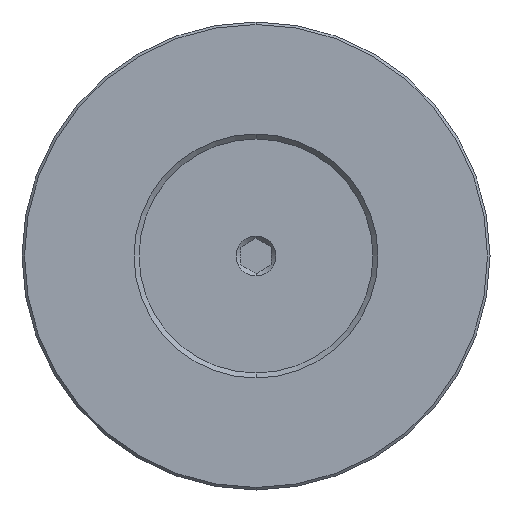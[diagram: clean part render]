
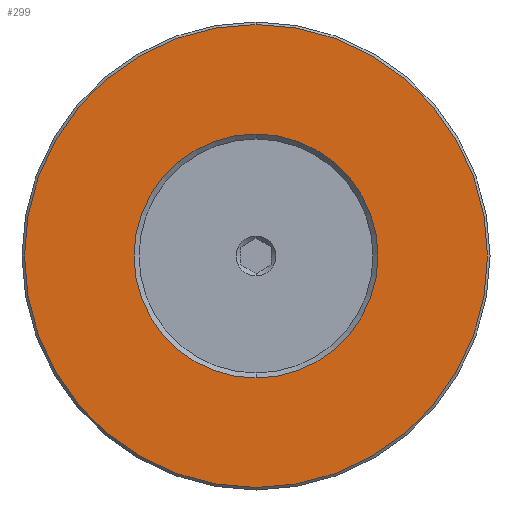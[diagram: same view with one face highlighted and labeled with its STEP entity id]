
A CAD part, front view. The second image highlights one B-rep face of the part: STEP entity #299.
In plain terms, the highlighted planar face has unit normal (0, -1, 0).
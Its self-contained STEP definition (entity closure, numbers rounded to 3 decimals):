
#6 = CARTESIAN_POINT ( 'NONE',  ( 0., 0., -12.25 ) ) ;
#32 = EDGE_CURVE ( 'NONE', #456, #246, #113, .T. ) ;
#93 = DIRECTION ( 'NONE',  ( 0., 0., 1. ) ) ;
#95 = AXIS2_PLACEMENT_3D ( 'NONE', #219, #101, #500 ) ;
#101 = DIRECTION ( 'NONE',  ( 0., 1., 0. ) ) ;
#113 = CIRCLE ( 'NONE', #507, 23.25 ) ;
#125 = VERTEX_POINT ( 'NONE', #413 ) ;
#132 = DIRECTION ( 'NONE',  ( 0., 1., 0. ) ) ;
#142 = CIRCLE ( 'NONE', #403, 12.25 ) ;
#147 = DIRECTION ( 'NONE',  ( 0., -1., 0. ) ) ;
#169 = CARTESIAN_POINT ( 'NONE',  ( 0., 0., -23.25 ) ) ;
#211 = CARTESIAN_POINT ( 'NONE',  ( 0., 0., 0. ) ) ;
#219 = CARTESIAN_POINT ( 'NONE',  ( 0., 0., 0. ) ) ;
#228 = EDGE_CURVE ( 'NONE', #125, #309, #142, .T. ) ;
#230 = EDGE_LOOP ( 'NONE', ( #720, #237 ) ) ;
#237 = ORIENTED_EDGE ( 'NONE', *, *, #228, .T. ) ;
#246 = VERTEX_POINT ( 'NONE', #169 ) ;
#251 = EDGE_LOOP ( 'NONE', ( #414, #833 ) ) ;
#262 = FACE_BOUND ( 'NONE', #230, .T. ) ;
#265 = DIRECTION ( 'NONE',  ( 0., 0., 1. ) ) ;
#271 = EDGE_CURVE ( 'NONE', #246, #456, #645, .T. ) ;
#276 = CIRCLE ( 'NONE', #95, 12.25 ) ;
#286 = AXIS2_PLACEMENT_3D ( 'NONE', #211, #460, #847 ) ;
#299 = ADVANCED_FACE ( 'NONE', ( #262, #657 ), #725, .F. ) ;
#309 = VERTEX_POINT ( 'NONE', #6 ) ;
#312 = CARTESIAN_POINT ( 'NONE',  ( 0., 0., 23.25 ) ) ;
#403 = AXIS2_PLACEMENT_3D ( 'NONE', #754, #701, #93 ) ;
#413 = CARTESIAN_POINT ( 'NONE',  ( 0., 0., 12.25 ) ) ;
#414 = ORIENTED_EDGE ( 'NONE', *, *, #32, .T. ) ;
#417 = AXIS2_PLACEMENT_3D ( 'NONE', #593, #132, #598 ) ;
#419 = EDGE_CURVE ( 'NONE', #309, #125, #276, .T. ) ;
#456 = VERTEX_POINT ( 'NONE', #312 ) ;
#460 = DIRECTION ( 'NONE',  ( 0., -1., 0. ) ) ;
#500 = DIRECTION ( 'NONE',  ( 0., 0., 1. ) ) ;
#507 = AXIS2_PLACEMENT_3D ( 'NONE', #651, #147, #265 ) ;
#593 = CARTESIAN_POINT ( 'NONE',  ( 0., 0., 0. ) ) ;
#598 = DIRECTION ( 'NONE',  ( 0., 0., 1. ) ) ;
#645 = CIRCLE ( 'NONE', #286, 23.25 ) ;
#651 = CARTESIAN_POINT ( 'NONE',  ( 0., 0., 0. ) ) ;
#657 = FACE_OUTER_BOUND ( 'NONE', #251, .T. ) ;
#701 = DIRECTION ( 'NONE',  ( 0., 1., 0. ) ) ;
#720 = ORIENTED_EDGE ( 'NONE', *, *, #419, .T. ) ;
#725 = PLANE ( 'NONE',  #417 ) ;
#754 = CARTESIAN_POINT ( 'NONE',  ( 0., 0., 0. ) ) ;
#833 = ORIENTED_EDGE ( 'NONE', *, *, #271, .T. ) ;
#847 = DIRECTION ( 'NONE',  ( 0., 0., 1. ) ) ;
